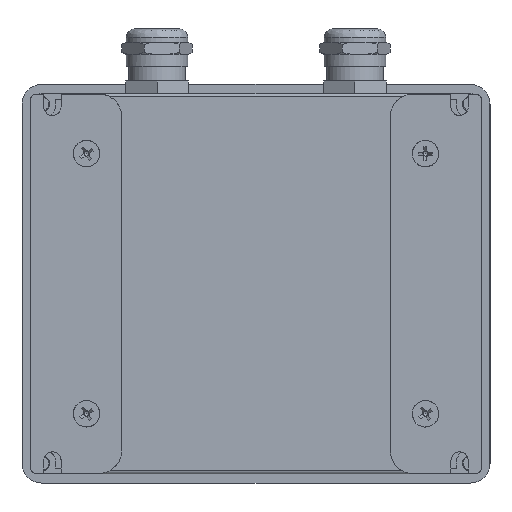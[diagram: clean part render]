
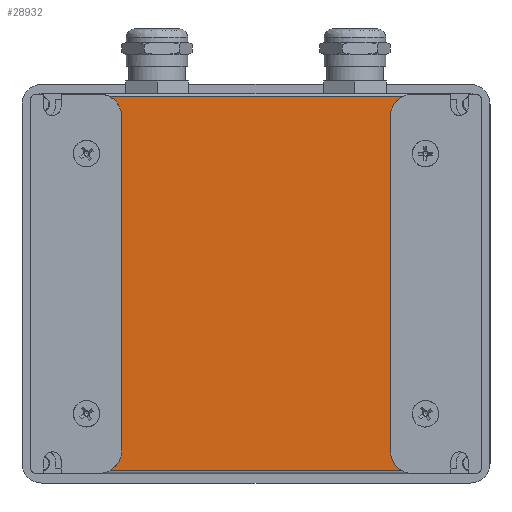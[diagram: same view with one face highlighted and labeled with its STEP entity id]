
A CAD part, front view. The second image highlights one B-rep face of the part: STEP entity #28932.
In plain terms, the highlighted planar face has unit normal (0, -1, 0).
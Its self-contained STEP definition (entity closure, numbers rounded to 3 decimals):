
#7 = CARTESIAN_POINT ( 'NONE',  ( 47.5, 0., -63. ) ) ;
#184 = CARTESIAN_POINT ( 'NONE',  ( -50.603, 0., -65.444 ) ) ;
#907 = VECTOR ( 'NONE', #26816, 1000. ) ;
#1129 = CARTESIAN_POINT ( 'NONE',  ( -47.5, 0., -63. ) ) ;
#1752 = DIRECTION ( 'NONE',  ( -1., 0., 0. ) ) ;
#1902 = EDGE_CURVE ( 'NONE', #8717, #18107, #21812, .T. ) ;
#1917 = CARTESIAN_POINT ( 'NONE',  ( 47.999, 0., -61.95 ) ) ;
#2752 = CARTESIAN_POINT ( 'NONE',  ( 48.295, 0., -62.627 ) ) ;
#3242 = DIRECTION ( 'NONE',  ( 0., 0., -1. ) ) ;
#3637 = EDGE_CURVE ( 'NONE', #41755, #14577, #9451, .T. ) ;
#4257 = CARTESIAN_POINT ( 'NONE',  ( 49.528, 0., 64.449 ) ) ;
#4316 = ORIENTED_EDGE ( 'NONE', *, *, #19621, .F. ) ;
#5150 = CARTESIAN_POINT ( 'NONE',  ( 50.603, 0., -65.444 ) ) ;
#5687 = CARTESIAN_POINT ( 'NONE',  ( -49.06, 0., 63.877 ) ) ;
#5993 = CARTESIAN_POINT ( 'NONE',  ( 51.862, 0., -66.2 ) ) ;
#6131 = PLANE ( 'NONE',  #31091 ) ;
#7115 = CARTESIAN_POINT ( 'NONE',  ( 49.06, 0., 63.877 ) ) ;
#7126 = CARTESIAN_POINT ( 'NONE',  ( -51.862, 0., -66.2 ) ) ;
#8389 = ORIENTED_EDGE ( 'NONE', *, *, #1902, .F. ) ;
#8401 = CARTESIAN_POINT ( 'NONE',  ( 49.528, 0., -64.449 ) ) ;
#8560 = CARTESIAN_POINT ( 'NONE',  ( 51.21, 0., 65.867 ) ) ;
#8637 = ORIENTED_EDGE ( 'NONE', *, *, #3637, .F. ) ;
#8717 = VERTEX_POINT ( 'NONE', #13510 ) ;
#9377 = CARTESIAN_POINT ( 'NONE',  ( -50.603, 0., 65.444 ) ) ;
#9409 = CARTESIAN_POINT ( 'NONE',  ( -55.696, 0., 66.2 ) ) ;
#9451 = B_SPLINE_CURVE_WITH_KNOTS ( 'NONE', 3,
 ( #24753, #26400, #39314, #35915, #42564, #5687, #28535, #9377, #12803, #16005 ),
 .UNSPECIFIED., .F., .F.,
 ( 4, 2, 2, 2, 4 ),
 ( 0., 0.25, 0.5, 0.75, 1. ),
 .UNSPECIFIED. ) ;
#11793 = EDGE_LOOP ( 'NONE', ( #17569, #8637, #13365, #38916, #8389, #4316, #22436, #27242 ) ) ;
#12013 = VECTOR ( 'NONE', #25970, 1000. ) ;
#12259 = CARTESIAN_POINT ( 'NONE',  ( 47.5, 0., -59.075 ) ) ;
#12803 = CARTESIAN_POINT ( 'NONE',  ( -51.21, 0., 65.867 ) ) ;
#13025 = DIRECTION ( 'NONE',  ( 0., 0., 1. ) ) ;
#13231 = CARTESIAN_POINT ( 'NONE',  ( -55.696, 0., -63. ) ) ;
#13350 = CARTESIAN_POINT ( 'NONE',  ( -49.528, 0., -64.449 ) ) ;
#13365 = ORIENTED_EDGE ( 'NONE', *, *, #37748, .F. ) ;
#13510 = CARTESIAN_POINT ( 'NONE',  ( 51.862, 0., -66.2 ) ) ;
#13783 = CARTESIAN_POINT ( 'NONE',  ( -48.295, 0., -62.627 ) ) ;
#14577 = VERTEX_POINT ( 'NONE', #24669 ) ;
#16005 = CARTESIAN_POINT ( 'NONE',  ( -51.862, 0., 66.2 ) ) ;
#17000 = CARTESIAN_POINT ( 'NONE',  ( -49.06, 0., -63.877 ) ) ;
#17186 = CARTESIAN_POINT ( 'NONE',  ( -47.5, 0., -59.075 ) ) ;
#17418 = CARTESIAN_POINT ( 'NONE',  ( -47.5, 0., -59.807 ) ) ;
#17569 = ORIENTED_EDGE ( 'NONE', *, *, #19107, .F. ) ;
#17920 = EDGE_CURVE ( 'NONE', #38567, #33486, #23170, .T. ) ;
#18107 = VERTEX_POINT ( 'NONE', #24857 ) ;
#18435 = CARTESIAN_POINT ( 'NONE',  ( 51.862, 0., 66.2 ) ) ;
#18692 = CARTESIAN_POINT ( 'NONE',  ( 47.5, 0., -59.807 ) ) ;
#18914 = CARTESIAN_POINT ( 'NONE',  ( 49.06, 0., -63.877 ) ) ;
#19107 = EDGE_CURVE ( 'NONE', #14577, #38567, #38907, .T. ) ;
#19215 = B_SPLINE_CURVE_WITH_KNOTS ( 'NONE', 3,
 ( #7126, #33442, #184, #13350, #17000, #13783, #26939, #20908, #17418, #24104 ),
 .UNSPECIFIED., .F., .F.,
 ( 4, 2, 2, 2, 4 ),
 ( 0., 0.25, 0.5, 0.75, 1. ),
 .UNSPECIFIED. ) ;
#19621 = EDGE_CURVE ( 'NONE', #35181, #8717, #36247, .T. ) ;
#20245 = CARTESIAN_POINT ( 'NONE',  ( 47.5, 0., 59.807 ) ) ;
#20908 = CARTESIAN_POINT ( 'NONE',  ( -47.601, 0., -60.54 ) ) ;
#21812 = LINE ( 'NONE', #28055, #23302 ) ;
#21950 = VECTOR ( 'NONE', #3242, 1000. ) ;
#22436 = ORIENTED_EDGE ( 'NONE', *, *, #29557, .F. ) ;
#22448 = EDGE_CURVE ( 'NONE', #18107, #23382, #19215, .T. ) ;
#22713 = FACE_OUTER_BOUND ( 'NONE', #11793, .T. ) ;
#23170 = B_SPLINE_CURVE_WITH_KNOTS ( 'NONE', 3,
 ( #18435, #8560, #26721, #4257, #7115, #30572, #34653, #24907, #20245, #33427 ),
 .UNSPECIFIED., .F., .F.,
 ( 4, 2, 2, 2, 4 ),
 ( 0., 0.25, 0.5, 0.75, 1. ),
 .UNSPECIFIED. ) ;
#23302 = VECTOR ( 'NONE', #1752, 1000. ) ;
#23343 = LINE ( 'NONE', #1129, #907 ) ;
#23382 = VERTEX_POINT ( 'NONE', #17186 ) ;
#24104 = CARTESIAN_POINT ( 'NONE',  ( -47.5, 0., -59.075 ) ) ;
#24669 = CARTESIAN_POINT ( 'NONE',  ( -51.862, 0., 66.2 ) ) ;
#24753 = CARTESIAN_POINT ( 'NONE',  ( -47.5, 0., 59.075 ) ) ;
#24857 = CARTESIAN_POINT ( 'NONE',  ( -51.862, 0., -66.2 ) ) ;
#24907 = CARTESIAN_POINT ( 'NONE',  ( 47.601, 0., 60.54 ) ) ;
#25970 = DIRECTION ( 'NONE',  ( 1., 0., 0. ) ) ;
#26164 = DIRECTION ( 'NONE',  ( 0., 1., 0. ) ) ;
#26400 = CARTESIAN_POINT ( 'NONE',  ( -47.5, 0., 59.807 ) ) ;
#26721 = CARTESIAN_POINT ( 'NONE',  ( 50.603, 0., 65.444 ) ) ;
#26816 = DIRECTION ( 'NONE',  ( 0., 0., 1. ) ) ;
#26939 = CARTESIAN_POINT ( 'NONE',  ( -47.999, 0., -61.95 ) ) ;
#27242 = ORIENTED_EDGE ( 'NONE', *, *, #17920, .F. ) ;
#28055 = CARTESIAN_POINT ( 'NONE',  ( -55.696, 0., -66.2 ) ) ;
#28535 = CARTESIAN_POINT ( 'NONE',  ( -49.528, 0., 64.449 ) ) ;
#28622 = CARTESIAN_POINT ( 'NONE',  ( 47.601, 0., -60.54 ) ) ;
#28932 = ADVANCED_FACE ( 'NONE', ( #22713 ), #6131, .F. ) ;
#29557 = EDGE_CURVE ( 'NONE', #33486, #35181, #42037, .T. ) ;
#30572 = CARTESIAN_POINT ( 'NONE',  ( 48.295, 0., 62.627 ) ) ;
#31091 = AXIS2_PLACEMENT_3D ( 'NONE', #13231, #26164, #13025 ) ;
#33427 = CARTESIAN_POINT ( 'NONE',  ( 47.5, 0., 59.075 ) ) ;
#33442 = CARTESIAN_POINT ( 'NONE',  ( -51.21, 0., -65.867 ) ) ;
#33486 = VERTEX_POINT ( 'NONE', #37348 ) ;
#34653 = CARTESIAN_POINT ( 'NONE',  ( 47.999, 0., 61.95 ) ) ;
#35181 = VERTEX_POINT ( 'NONE', #38617 ) ;
#35915 = CARTESIAN_POINT ( 'NONE',  ( -47.999, 0., 61.95 ) ) ;
#36247 = B_SPLINE_CURVE_WITH_KNOTS ( 'NONE', 3,
 ( #12259, #18692, #28622, #1917, #2752, #18914, #8401, #5150, #41544, #5993 ),
 .UNSPECIFIED., .F., .F.,
 ( 4, 2, 2, 2, 4 ),
 ( 0., 0.25, 0.5, 0.75, 1. ),
 .UNSPECIFIED. ) ;
#37348 = CARTESIAN_POINT ( 'NONE',  ( 47.5, 0., 59.075 ) ) ;
#37748 = EDGE_CURVE ( 'NONE', #23382, #41755, #23343, .T. ) ;
#38567 = VERTEX_POINT ( 'NONE', #40000 ) ;
#38617 = CARTESIAN_POINT ( 'NONE',  ( 47.5, 0., -59.075 ) ) ;
#38907 = LINE ( 'NONE', #9409, #12013 ) ;
#38916 = ORIENTED_EDGE ( 'NONE', *, *, #22448, .F. ) ;
#39090 = CARTESIAN_POINT ( 'NONE',  ( -47.5, 0., 59.075 ) ) ;
#39314 = CARTESIAN_POINT ( 'NONE',  ( -47.601, 0., 60.54 ) ) ;
#40000 = CARTESIAN_POINT ( 'NONE',  ( 51.862, 0., 66.2 ) ) ;
#41544 = CARTESIAN_POINT ( 'NONE',  ( 51.21, 0., -65.867 ) ) ;
#41755 = VERTEX_POINT ( 'NONE', #39090 ) ;
#42037 = LINE ( 'NONE', #7, #21950 ) ;
#42564 = CARTESIAN_POINT ( 'NONE',  ( -48.295, 0., 62.627 ) ) ;
